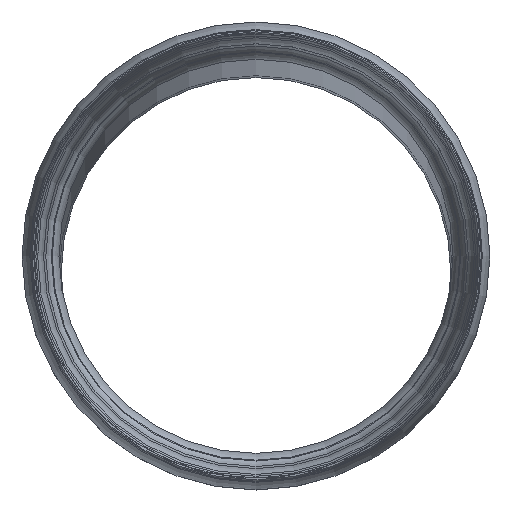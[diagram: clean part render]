
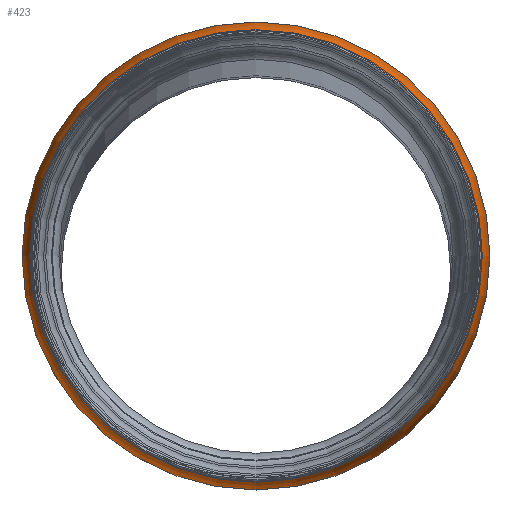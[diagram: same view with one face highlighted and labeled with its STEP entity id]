
A CAD part, top view. The second image highlights one B-rep face of the part: STEP entity #423.
In plain terms, the highlighted toroidal (fillet/blend) face has major radius 460 mm and minor radius 300 mm.
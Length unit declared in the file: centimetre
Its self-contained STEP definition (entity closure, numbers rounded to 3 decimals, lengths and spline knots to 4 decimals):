
#28=TOROIDAL_SURFACE('',#474,46.,30.);
#73=FACE_OUTER_BOUND('',#99,.T.);
#99=EDGE_LOOP('',(#333,#334,#335,#336,#337,#338));
#135=CIRCLE('',#471,76.);
#136=CIRCLE('',#472,76.);
#138=CIRCLE('',#475,30.);
#139=CIRCLE('',#476,73.1892);
#140=CIRCLE('',#477,73.1892);
#191=VERTEX_POINT('',#780);
#192=VERTEX_POINT('',#782);
#194=VERTEX_POINT('',#1789);
#195=VERTEX_POINT('',#1791);
#241=EDGE_CURVE('',#191,#192,#135,.T.);
#242=EDGE_CURVE('',#192,#191,#136,.T.);
#246=EDGE_CURVE('',#192,#194,#138,.T.);
#247=EDGE_CURVE('',#194,#195,#139,.T.);
#248=EDGE_CURVE('',#195,#194,#140,.T.);
#333=ORIENTED_EDGE('',*,*,#242,.F.);
#334=ORIENTED_EDGE('',*,*,#246,.T.);
#335=ORIENTED_EDGE('',*,*,#247,.T.);
#336=ORIENTED_EDGE('',*,*,#248,.T.);
#337=ORIENTED_EDGE('',*,*,#246,.F.);
#338=ORIENTED_EDGE('',*,*,#241,.F.);
#423=ADVANCED_FACE('',(#73),#28,.T.);
#471=AXIS2_PLACEMENT_3D('',#783,#588,#589);
#472=AXIS2_PLACEMENT_3D('',#784,#590,#591);
#474=AXIS2_PLACEMENT_3D('',#1788,#594,#595);
#475=AXIS2_PLACEMENT_3D('',#1790,#596,#597);
#476=AXIS2_PLACEMENT_3D('',#1792,#598,#599);
#477=AXIS2_PLACEMENT_3D('',#1793,#600,#601);
#588=DIRECTION('center_axis',(0.,0.,
-1.));
#589=DIRECTION('ref_axis',(-1.,0.,0.));
#590=DIRECTION('center_axis',(0.,0.,
-1.));
#591=DIRECTION('ref_axis',(-1.,0.,0.));
#594=DIRECTION('center_axis',(0.,0.,
-1.));
#595=DIRECTION('ref_axis',(0.,-1.,0.));
#596=DIRECTION('center_axis',(1.,0.,0.));
#597=DIRECTION('ref_axis',(0.,1.,0.));
#598=DIRECTION('center_axis',(0.,0.,
-1.));
#599=DIRECTION('ref_axis',(-1.,0.,0.));
#600=DIRECTION('center_axis',(0.,0.,
-1.));
#601=DIRECTION('ref_axis',(-1.,0.,0.));
#780=CARTESIAN_POINT('',(-76.,0.,3061.3976));
#782=CARTESIAN_POINT('',(0.,76.,3061.3976));
#783=CARTESIAN_POINT('Origin',(0.,0.,3061.3976));
#784=CARTESIAN_POINT('Origin',(0.,0.,3061.3976));
#1788=CARTESIAN_POINT('Origin',(0.,0.,3061.3976));
#1789=CARTESIAN_POINT('',(0.,73.1892,3074.0762));
#1790=CARTESIAN_POINT('Origin',(0.,46.,3061.3976));
#1791=CARTESIAN_POINT('',(-73.1892,0.,3074.0762));
#1792=CARTESIAN_POINT('Origin',(0.,0.,3074.0762));
#1793=CARTESIAN_POINT('Origin',(0.,0.,3074.0762));
